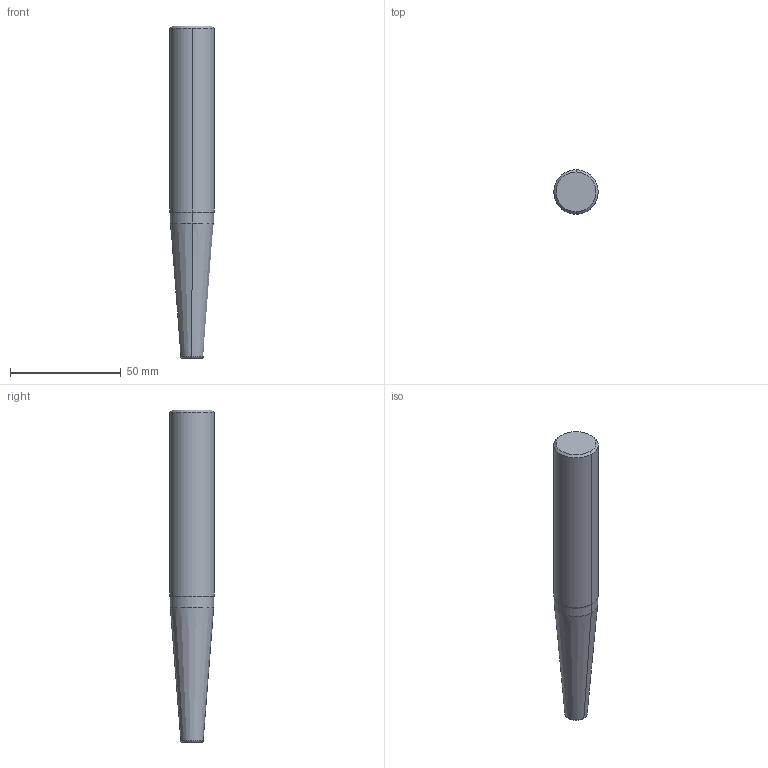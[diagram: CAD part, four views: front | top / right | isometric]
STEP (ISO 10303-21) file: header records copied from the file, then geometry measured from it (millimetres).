
FILE_DESCRIPTION((''),'2;1');
FILE_NAME('30338855','2016-05-03T',('BahnemannR'),(''),'PRO/ENGINEER BY PARAMETRIC TECHNOLOGY CORPORATION, 2011220','PRO/ENGINEER BY PARAMETRIC TECHNOLOGY CORPORATION, 2011220','');
FILE_SCHEMA(('AUTOMOTIVE_DESIGN_CC2 { 1 2 10303 214 -1 1 5 2 }'));
Length unit declared in the file: millimetre
Products named in the file (1): 30338855
Bounding box: 20 x 20 x 150 mm (x, y, z)
Volume: 38545.1 mm3; surface area: 9025.9 mm2
Topology: 1 solids, 1 shells, 19 faces, 40 edges, 28 vertices
Faces by surface type: torus 6, cylinder 6, cone 4, plane 3
Entity records: 700 total; most frequent: DIRECTION 110, CARTESIAN_POINT 82, ORIENTED_EDGE 72, AXIS2_PLACEMENT_3D 48, PRESENTATION_STYLE_ASSIGNMENT 44, STYLED_ITEM 44, CURVE_STYLE 43, EDGE_CURVE 36
